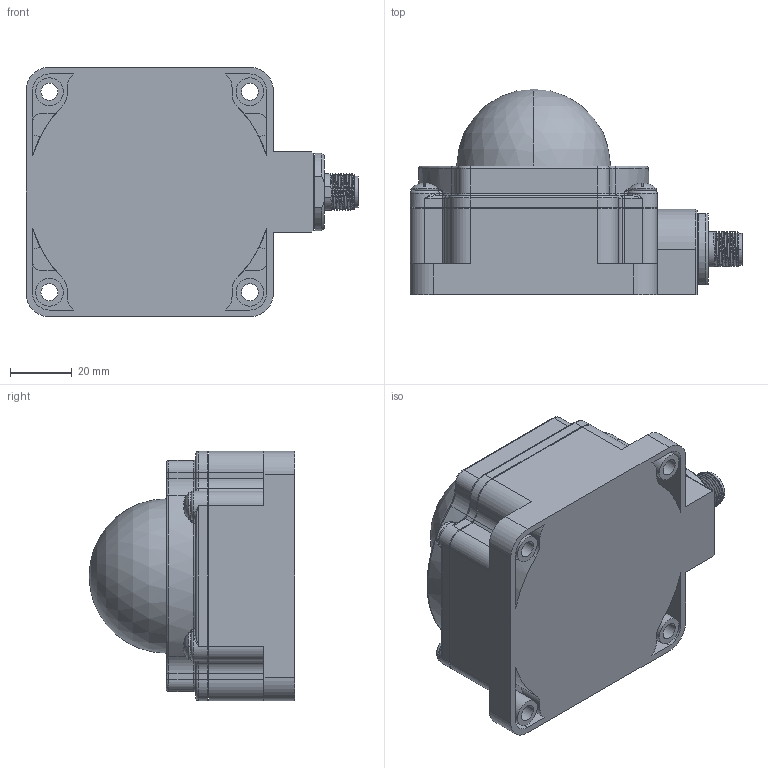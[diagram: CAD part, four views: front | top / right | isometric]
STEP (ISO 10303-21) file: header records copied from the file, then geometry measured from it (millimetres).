
FILE_DESCRIPTION((''),'2;1');
FILE_NAME('144878_SM01_ASM','2025-07-01T11:44:16',('banengservice'),('BANNER ENGINEERING'),'CREO PARAMETRIC BY PTC INC, 2022414','CREO PARAMETRIC BY PTC INC, 2022414','');
FILE_SCHEMA(('CONFIG_CONTROL_DESIGN'));
Length unit declared in the file: millimetre
Products named in the file (2): 144878_EP01; 144878_SM01_ASM
Assembly tree (1 placements, depth 2):
  144878_SM01_ASM
    144878_EP01
Bounding box: 107.59 x 66.65 x 80.85 mm (x, y, z)
Volume: 274819.5 mm3; surface area: 36610.2 mm2
Topology: 1 solids, 1 shells, 481 faces, 1224 edges, 769 vertices
Faces by surface type: cylinder 183, plane 174, torus 68, bspline 32, sphere 18, cone 6
Entity records: 19422 total; most frequent: CARTESIAN_POINT 7595, DIRECTION 2577, ORIENTED_EDGE 2444, EDGE_CURVE 1222, AXIS2_PLACEMENT_3D 1029, VERTEX_POINT 769, CIRCLE 577, EDGE_LOOP 523
